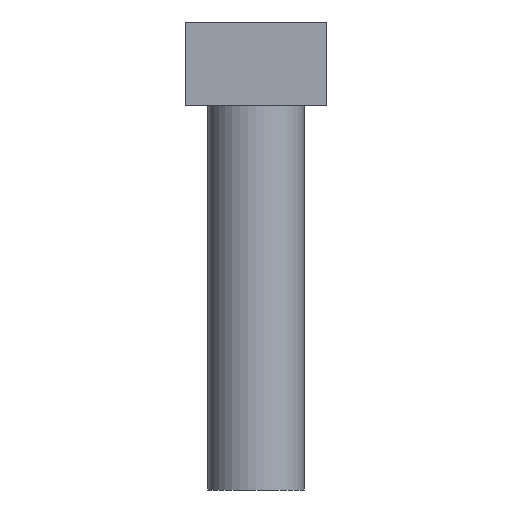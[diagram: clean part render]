
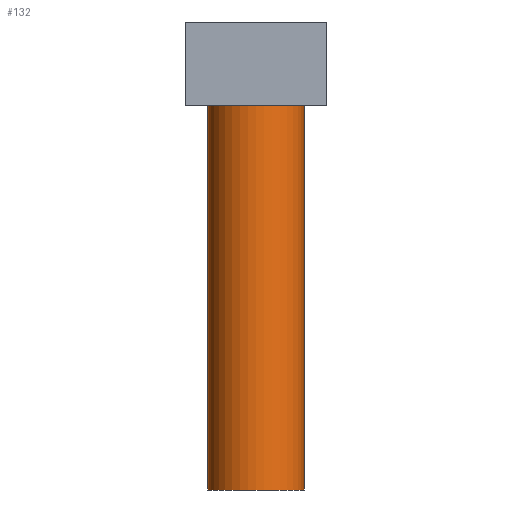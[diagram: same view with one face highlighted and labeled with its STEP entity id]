
A CAD part, front view. The second image highlights one B-rep face of the part: STEP entity #132.
In plain terms, the highlighted cylindrical face has radius 1.875 mm (diameter 3.75 mm), a full revolution.
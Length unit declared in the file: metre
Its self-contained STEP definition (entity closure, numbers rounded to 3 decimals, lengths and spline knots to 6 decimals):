
#20=CYLINDRICAL_SURFACE('',#154,0.001875);
#21=CIRCLE('',#151,0.001875);
#22=CIRCLE('',#155,0.001875);
#48=ORIENTED_EDGE('',*,*,#64,.F.);
#49=ORIENTED_EDGE('',*,*,#60,.F.);
#60=EDGE_CURVE('',#72,#72,#21,.T.);
#64=EDGE_CURVE('',#74,#74,#22,.T.);
#72=VERTEX_POINT('',#213);
#74=VERTEX_POINT('',#222);
#106=EDGE_LOOP('',(#48));
#107=EDGE_LOOP('',(#49));
#116=FACE_BOUND('',#106,.T.);
#117=FACE_BOUND('',#107,.T.);
#132=ADVANCED_FACE('',(#116,#117),#20,.T.);
#151=AXIS2_PLACEMENT_3D('',#212,#176,#177);
#154=AXIS2_PLACEMENT_3D('',#220,#185,#186);
#155=AXIS2_PLACEMENT_3D('',#221,#187,#188);
#176=DIRECTION('',(0.,0.,1.));
#177=DIRECTION('',(1.,0.,0.));
#185=DIRECTION('',(0.,0.,-1.));
#186=DIRECTION('',(1.,0.,0.));
#187=DIRECTION('',(0.,0.,-1.));
#188=DIRECTION('',(1.,0.,0.));
#212=CARTESIAN_POINT('',(0.01228,0.,0.023107));
#213=CARTESIAN_POINT('',(0.014155,0.,0.023107));
#220=CARTESIAN_POINT('',(0.01228,0.,0.023107));
#221=CARTESIAN_POINT('',(0.01228,0.,0.008107));
#222=CARTESIAN_POINT('',(0.014155,0.,0.008107));
